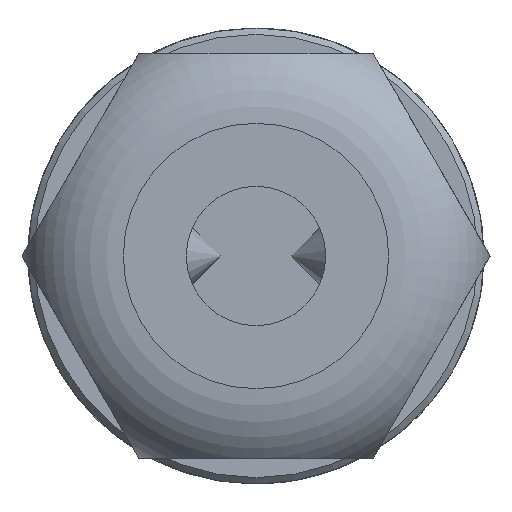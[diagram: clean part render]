
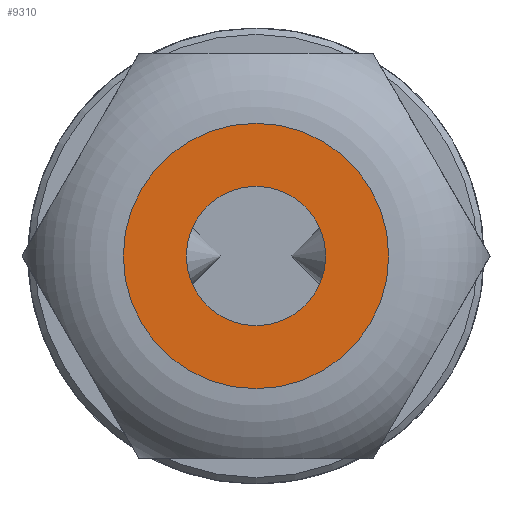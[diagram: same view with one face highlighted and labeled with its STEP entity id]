
A CAD part, left-side view. The second image highlights one B-rep face of the part: STEP entity #9310.
In plain terms, the highlighted face is planar.
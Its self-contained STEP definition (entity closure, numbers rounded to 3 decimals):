
#1 = DIRECTION ( 'NONE',  ( 0., 0., 1. ) ) ;
#94 = CARTESIAN_POINT ( 'NONE',  ( -5.238, 0., 45. ) ) ;
#661 = CIRCLE ( 'NONE', #4234, 5.238 ) ;
#1403 = CARTESIAN_POINT ( 'NONE',  ( 0., 0., 45. ) ) ;
#3163 = DIRECTION ( 'NONE',  ( 0., 0., -1. ) ) ;
#3825 = AXIS2_PLACEMENT_3D ( 'NONE', #1403, #1, #13840 ) ;
#4234 = AXIS2_PLACEMENT_3D ( 'NONE', #4433, #3163, #4365 ) ;
#4365 = DIRECTION ( 'NONE',  ( -1., 0., 0. ) ) ;
#4433 = CARTESIAN_POINT ( 'NONE',  ( 0., 0., 45. ) ) ;
#4902 = VERTEX_POINT ( 'NONE', #94 ) ;
#4954 = AXIS2_PLACEMENT_3D ( 'NONE', #9672, #8258, #18081 ) ;
#5023 = EDGE_LOOP ( 'NONE', ( #9926 ) ) ;
#5292 = EDGE_CURVE ( 'NONE', #13886, #13886, #8540, .T. ) ;
#6633 = EDGE_CURVE ( 'NONE', #4902, #4902, #661, .T. ) ;
#6658 = FACE_OUTER_BOUND ( 'NONE', #5023, .T. ) ;
#6964 = PLANE ( 'NONE',  #3825 ) ;
#7095 = FACE_BOUND ( 'NONE', #17453, .T. ) ;
#8258 = DIRECTION ( 'NONE',  ( 0., 0., 1. ) ) ;
#8540 = CIRCLE ( 'NONE', #4954, 2.75 ) ;
#9310 = ADVANCED_FACE ( 'NONE', ( #7095, #6658 ), #6964, .T. ) ;
#9672 = CARTESIAN_POINT ( 'NONE',  ( 0., 0., 45. ) ) ;
#9926 = ORIENTED_EDGE ( 'NONE', *, *, #6633, .F. ) ;
#12264 = CARTESIAN_POINT ( 'NONE',  ( 2.75, 0., 45. ) ) ;
#12496 = ORIENTED_EDGE ( 'NONE', *, *, #5292, .F. ) ;
#13840 = DIRECTION ( 'NONE',  ( 1., 0., 0. ) ) ;
#13886 = VERTEX_POINT ( 'NONE', #12264 ) ;
#17453 = EDGE_LOOP ( 'NONE', ( #12496 ) ) ;
#18081 = DIRECTION ( 'NONE',  ( 1., 0., 0. ) ) ;
